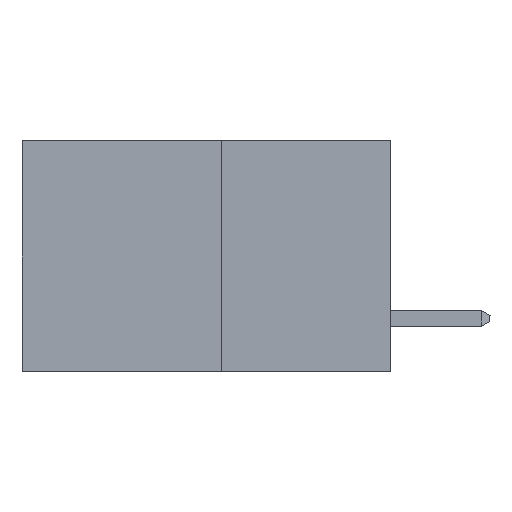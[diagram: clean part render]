
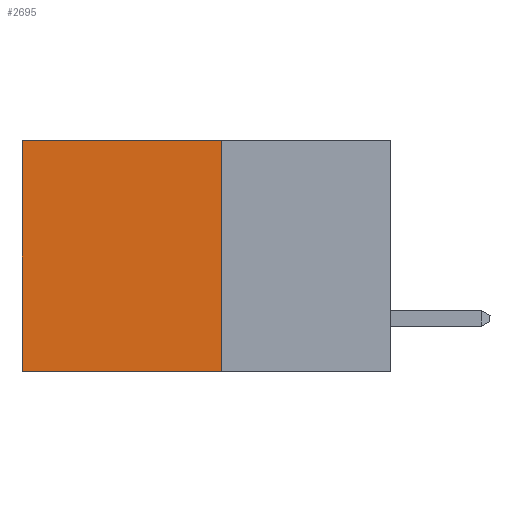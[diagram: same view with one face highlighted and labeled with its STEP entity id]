
A CAD part, left-side view. The second image highlights one B-rep face of the part: STEP entity #2695.
In plain terms, the highlighted planar face has unit normal (-1, 0, 0).
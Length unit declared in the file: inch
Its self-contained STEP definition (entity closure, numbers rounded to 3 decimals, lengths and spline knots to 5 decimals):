
#35 = EDGE_LOOP ( 'NONE', ( #4019, #4029, #4680, #4964 ) ) ;
#584 = VERTEX_POINT ( 'NONE', #6193 ) ;
#1560 = EDGE_CURVE ( 'NONE', #6253, #1722, #4279, .T. ) ;
#1722 = VERTEX_POINT ( 'NONE', #3022 ) ;
#2676 = FACE_OUTER_BOUND ( 'NONE', #35, .T. ) ;
#2695 = ADVANCED_FACE ( 'NONE', ( #2676 ), #5820, .F. ) ;
#2811 = CARTESIAN_POINT ( 'NONE',  ( 0.277, 0.59, 0. ) ) ;
#3022 = CARTESIAN_POINT ( 'NONE',  ( 0.277, 0.59, -0.37 ) ) ;
#4019 = ORIENTED_EDGE ( 'NONE', *, *, #7393, .T. ) ;
#4029 = ORIENTED_EDGE ( 'NONE', *, *, #1560, .F. ) ;
#4167 = VECTOR ( 'NONE', #6584, 39.37008 ) ;
#4265 = VECTOR ( 'NONE', #6881, 39.37008 ) ;
#4279 = LINE ( 'NONE', #4828, #4167 ) ;
#4304 = LINE ( 'NONE', #6411, #4265 ) ;
#4388 = EDGE_CURVE ( 'NONE', #584, #6253, #7684, .T. ) ;
#4680 = ORIENTED_EDGE ( 'NONE', *, *, #4388, .F. ) ;
#4828 = CARTESIAN_POINT ( 'NONE',  ( 0.277, 0.27, -0.37 ) ) ;
#4850 = VERTEX_POINT ( 'NONE', #2811 ) ;
#4964 = ORIENTED_EDGE ( 'NONE', *, *, #6545, .T. ) ;
#5415 = AXIS2_PLACEMENT_3D ( 'NONE', #5857, #5803, #5799 ) ;
#5557 = DIRECTION ( 'NONE',  ( 0., 1., 0. ) ) ;
#5577 = CARTESIAN_POINT ( 'NONE',  ( 0.277, 0.27, 0. ) ) ;
#5799 = DIRECTION ( 'NONE',  ( 0., 0., -1. ) ) ;
#5803 = DIRECTION ( 'NONE',  ( 1., 0., 0. ) ) ;
#5820 = PLANE ( 'NONE',  #5415 ) ;
#5857 = CARTESIAN_POINT ( 'NONE',  ( 0.277, 0.27, -0.37 ) ) ;
#5925 = DIRECTION ( 'NONE',  ( 0., 0., -1. ) ) ;
#5968 = CARTESIAN_POINT ( 'NONE',  ( 0.277, 0.27, -0.37 ) ) ;
#6193 = CARTESIAN_POINT ( 'NONE',  ( 0.277, 0.27, 0. ) ) ;
#6253 = VERTEX_POINT ( 'NONE', #6282 ) ;
#6282 = CARTESIAN_POINT ( 'NONE',  ( 0.277, 0.27, -0.37 ) ) ;
#6411 = CARTESIAN_POINT ( 'NONE',  ( 0.277, 0.59, -0.37 ) ) ;
#6436 = VECTOR ( 'NONE', #5557, 39.37008 ) ;
#6538 = LINE ( 'NONE', #5577, #6436 ) ;
#6545 = EDGE_CURVE ( 'NONE', #584, #4850, #6538, .T. ) ;
#6584 = DIRECTION ( 'NONE',  ( 0., 1., 0. ) ) ;
#6881 = DIRECTION ( 'NONE',  ( 0., 0., -1. ) ) ;
#7393 = EDGE_CURVE ( 'NONE', #4850, #1722, #4304, .T. ) ;
#7654 = VECTOR ( 'NONE', #5925, 39.37008 ) ;
#7684 = LINE ( 'NONE', #5968, #7654 ) ;
